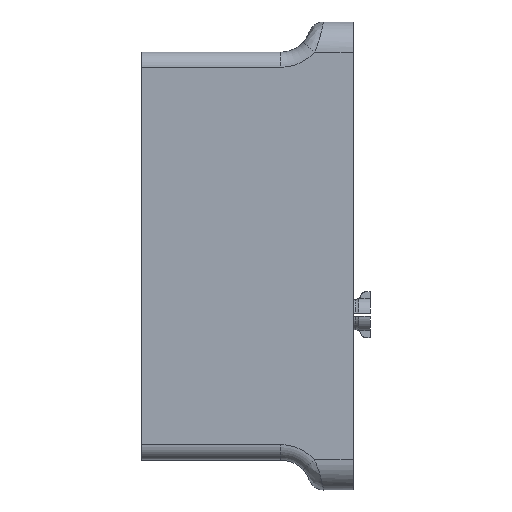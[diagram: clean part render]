
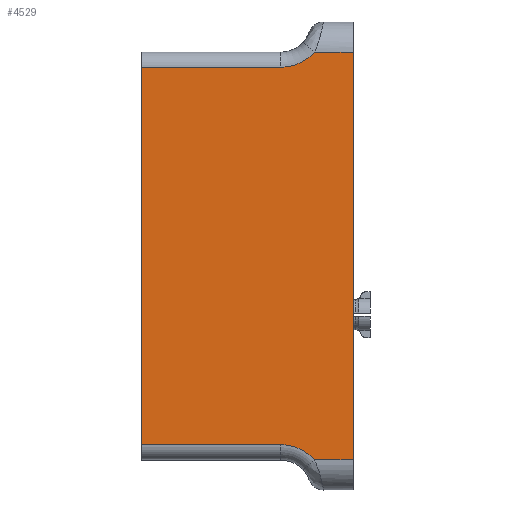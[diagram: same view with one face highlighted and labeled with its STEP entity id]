
A CAD part, top view. The second image highlights one B-rep face of the part: STEP entity #4529.
In plain terms, the highlighted planar face has unit normal (0, 0, 1).
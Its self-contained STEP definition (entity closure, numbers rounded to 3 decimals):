
#307=PLANE('',#4929);
#472=FACE_OUTER_BOUND('',#728,.T.);
#728=EDGE_LOOP('',(#3655,#3656,#3657,#3658,#3659,#3660,#3661,#3662));
#1160=LINE('',#8557,#1518);
#1161=LINE('',#8559,#1519);
#1162=LINE('',#8563,#1520);
#1163=LINE('',#8565,#1521);
#1164=LINE('',#8567,#1522);
#1165=LINE('',#8570,#1523);
#1518=VECTOR('',#5948,1000.);
#1519=VECTOR('',#5949,1000.);
#1520=VECTOR('',#5952,1000.);
#1521=VECTOR('',#5953,10.);
#1522=VECTOR('',#5954,1000.);
#1523=VECTOR('',#5957,1000.);
#1708=CIRCLE('',#4930,15.);
#1709=CIRCLE('',#4931,15.);
#2168=VERTEX_POINT('',#8555);
#2169=VERTEX_POINT('',#8556);
#2170=VERTEX_POINT('',#8558);
#2171=VERTEX_POINT('',#8560);
#2172=VERTEX_POINT('',#8562);
#2173=VERTEX_POINT('',#8564);
#2174=VERTEX_POINT('',#8566);
#2175=VERTEX_POINT('',#8568);
#2739=EDGE_CURVE('',#2168,#2169,#1160,.T.);
#2740=EDGE_CURVE('',#2168,#2170,#1161,.T.);
#2741=EDGE_CURVE('',#2170,#2171,#1708,.T.);
#2742=EDGE_CURVE('',#2171,#2172,#1162,.T.);
#2743=EDGE_CURVE('',#2172,#2173,#1163,.T.);
#2744=EDGE_CURVE('',#2173,#2174,#1164,.T.);
#2745=EDGE_CURVE('',#2174,#2175,#1709,.T.);
#2746=EDGE_CURVE('',#2175,#2169,#1165,.T.);
#3655=ORIENTED_EDGE('',*,*,#2739,.F.);
#3656=ORIENTED_EDGE('',*,*,#2740,.T.);
#3657=ORIENTED_EDGE('',*,*,#2741,.T.);
#3658=ORIENTED_EDGE('',*,*,#2742,.T.);
#3659=ORIENTED_EDGE('',*,*,#2743,.T.);
#3660=ORIENTED_EDGE('',*,*,#2744,.T.);
#3661=ORIENTED_EDGE('',*,*,#2745,.T.);
#3662=ORIENTED_EDGE('',*,*,#2746,.T.);
#4529=ADVANCED_FACE('',(#472),#307,.T.);
#4929=AXIS2_PLACEMENT_3D('',#8554,#5946,#5947);
#4930=AXIS2_PLACEMENT_3D('',#8561,#5950,#5951);
#4931=AXIS2_PLACEMENT_3D('',#8569,#5955,#5956);
#5946=DIRECTION('center_axis',(0.,0.,
1.));
#5947=DIRECTION('ref_axis',(-1.,0.,0.));
#5948=DIRECTION('',(0.,1.,0.));
#5949=DIRECTION('',(1.,0.,0.));
#5950=DIRECTION('center_axis',(0.,0.,
-1.));
#5951=DIRECTION('ref_axis',(0.,-1.,0.));
#5952=DIRECTION('',(1.,0.,0.));
#5953=DIRECTION('',(0.,1.,0.));
#5954=DIRECTION('',(-1.,0.,0.));
#5955=DIRECTION('center_axis',(0.,0.,
-1.));
#5956=DIRECTION('ref_axis',(0.,-1.,0.));
#5957=DIRECTION('',(-1.,0.,0.));
#8554=CARTESIAN_POINT('Origin',(-22.495,88.332,16.235));
#8555=CARTESIAN_POINT('',(-25.495,-41.468,16.235));
#8556=CARTESIAN_POINT('',(-25.495,83.332,16.235));
#8557=CARTESIAN_POINT('',(-25.495,88.332,16.235));
#8558=CARTESIAN_POINT('',(20.505,-41.468,16.235));
#8559=CARTESIAN_POINT('',(20.505,-41.468,16.235));
#8560=CARTESIAN_POINT('',(31.685,-46.468,16.235));
#8561=CARTESIAN_POINT('Origin',(20.505,-56.468,16.235));
#8562=CARTESIAN_POINT('',(44.505,-46.468,16.235));
#8563=CARTESIAN_POINT('',(-22.495,-46.468,16.235));
#8564=CARTESIAN_POINT('',(44.505,88.332,16.235));
#8565=CARTESIAN_POINT('',(44.505,30.447,16.235));
#8566=CARTESIAN_POINT('',(31.685,88.332,16.235));
#8567=CARTESIAN_POINT('',(-22.495,88.332,16.235));
#8568=CARTESIAN_POINT('',(20.505,83.332,16.235));
#8569=CARTESIAN_POINT('Origin',(20.505,98.332,16.235));
#8570=CARTESIAN_POINT('',(-25.495,83.332,16.235));
